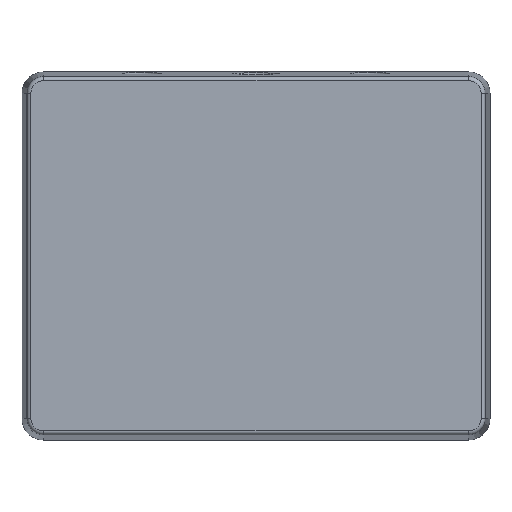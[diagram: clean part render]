
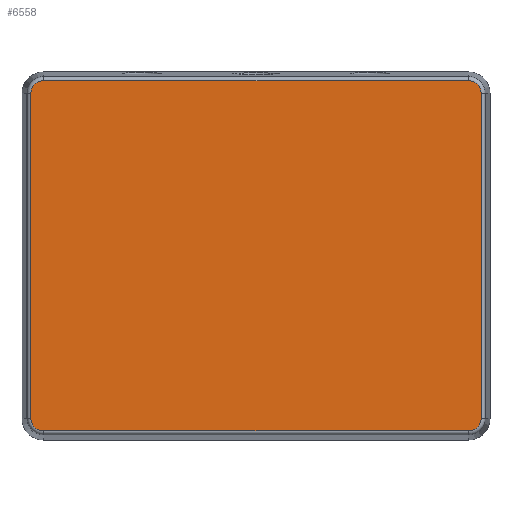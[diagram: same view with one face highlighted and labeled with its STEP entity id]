
A CAD part, top view. The second image highlights one B-rep face of the part: STEP entity #6558.
In plain terms, the highlighted face is planar.
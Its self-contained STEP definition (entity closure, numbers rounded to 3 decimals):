
#523=PLANE('',#6987);
#892=FACE_OUTER_BOUND('',#1297,.T.);
#1297=EDGE_LOOP('',(#5670,#5671,#5672,#5673,#5674,#5675,#5676,#5677));
#1847=LINE('',#11290,#2440);
#1849=LINE('',#11310,#2442);
#1852=LINE('',#11317,#2445);
#1854=LINE('',#11332,#2447);
#2440=VECTOR('',#8151,83.);
#2442=VECTOR('',#8175,108.5);
#2445=VECTOR('',#8182,108.5);
#2447=VECTOR('',#8202,83.);
#2663=CIRCLE('',#6962,3.233);
#2667=CIRCLE('',#6967,3.233);
#2671=CIRCLE('',#6974,3.233);
#2675=CIRCLE('',#6979,3.233);
#3184=VERTEX_POINT('',#11287);
#3185=VERTEX_POINT('',#11289);
#3188=VERTEX_POINT('',#11296);
#3189=VERTEX_POINT('',#11301);
#3192=VERTEX_POINT('',#11308);
#3193=VERTEX_POINT('',#11313);
#3196=VERTEX_POINT('',#11320);
#3197=VERTEX_POINT('',#11325);
#4032=EDGE_CURVE('',#3184,#3185,#1847,.T.);
#4036=EDGE_CURVE('',#3188,#3184,#2663,.T.);
#4040=EDGE_CURVE('',#3185,#3189,#2667,.T.);
#4042=EDGE_CURVE('',#3192,#3188,#1849,.T.);
#4046=EDGE_CURVE('',#3189,#3193,#1852,.T.);
#4048=EDGE_CURVE('',#3196,#3192,#2671,.T.);
#4052=EDGE_CURVE('',#3193,#3197,#2675,.T.);
#4054=EDGE_CURVE('',#3197,#3196,#1854,.T.);
#5670=ORIENTED_EDGE('',*,*,#4032,.F.);
#5671=ORIENTED_EDGE('',*,*,#4036,.F.);
#5672=ORIENTED_EDGE('',*,*,#4042,.F.);
#5673=ORIENTED_EDGE('',*,*,#4048,.F.);
#5674=ORIENTED_EDGE('',*,*,#4054,.F.);
#5675=ORIENTED_EDGE('',*,*,#4052,.F.);
#5676=ORIENTED_EDGE('',*,*,#4046,.F.);
#5677=ORIENTED_EDGE('',*,*,#4040,.F.);
#6558=ADVANCED_FACE('',(#892),#523,.F.);
#6962=AXIS2_PLACEMENT_3D('',#11298,#8159,#8160);
#6967=AXIS2_PLACEMENT_3D('',#11305,#8169,#8170);
#6974=AXIS2_PLACEMENT_3D('',#11322,#8187,#8188);
#6979=AXIS2_PLACEMENT_3D('',#11329,#8197,#8198);
#6987=AXIS2_PLACEMENT_3D('',#11351,#8222,#8223);
#8151=DIRECTION('',(0.,1.,0.));
#8159=DIRECTION('center_axis',(0.,0.,1.));
#8160=DIRECTION('ref_axis',(0.707,-0.707,0.));
#8169=DIRECTION('center_axis',(0.,0.,1.));
#8170=DIRECTION('ref_axis',(0.707,0.707,0.));
#8175=DIRECTION('',(1.,0.,0.));
#8182=DIRECTION('',(-1.,0.,0.));
#8187=DIRECTION('center_axis',(0.,0.,1.));
#8188=DIRECTION('ref_axis',(-0.707,-0.707,0.));
#8197=DIRECTION('center_axis',(0.,0.,1.));
#8198=DIRECTION('ref_axis',(-0.707,0.707,0.));
#8202=DIRECTION('',(0.,-1.,0.));
#8222=DIRECTION('center_axis',(0.,0.,1.));
#8223=DIRECTION('ref_axis',(1.,0.,0.));
#11287=CARTESIAN_POINT('',(57.483,-41.5,-30.));
#11289=CARTESIAN_POINT('',(57.483,41.5,-30.));
#11290=CARTESIAN_POINT('',(57.483,-20.75,-30.));
#11296=CARTESIAN_POINT('',(54.25,-44.733,-30.));
#11298=CARTESIAN_POINT('Origin',(54.25,-41.5,-30.));
#11301=CARTESIAN_POINT('',(54.25,44.733,-30.));
#11305=CARTESIAN_POINT('Origin',(54.25,41.5,-30.));
#11308=CARTESIAN_POINT('',(-54.25,-44.733,-30.));
#11310=CARTESIAN_POINT('',(-27.125,-44.733,-30.));
#11313=CARTESIAN_POINT('',(-54.25,44.733,-30.));
#11317=CARTESIAN_POINT('',(27.125,44.733,-30.));
#11320=CARTESIAN_POINT('',(-57.483,-41.5,-30.));
#11322=CARTESIAN_POINT('Origin',(-54.25,-41.5,-30.));
#11325=CARTESIAN_POINT('',(-57.483,41.5,-30.));
#11329=CARTESIAN_POINT('Origin',(-54.25,41.5,-30.));
#11332=CARTESIAN_POINT('',(-57.483,20.75,-30.));
#11351=CARTESIAN_POINT('Origin',(0.,0.,-30.));
